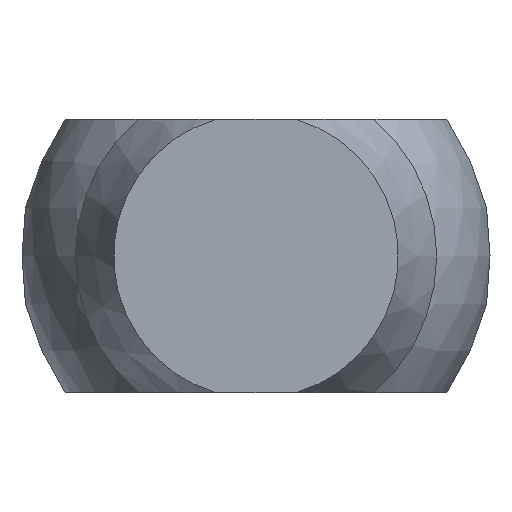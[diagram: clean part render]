
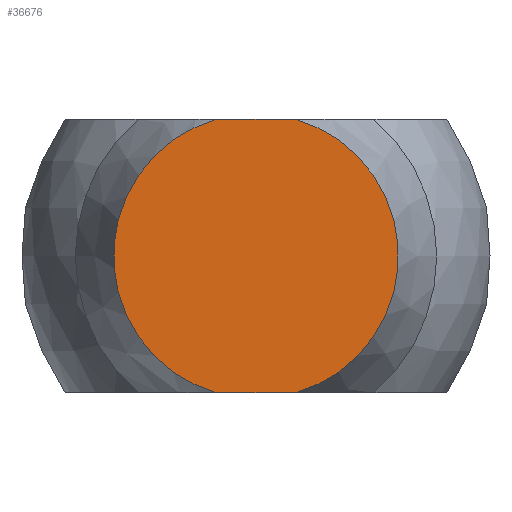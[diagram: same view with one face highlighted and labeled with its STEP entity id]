
A CAD part, left-side view. The second image highlights one B-rep face of the part: STEP entity #36676.
In plain terms, the highlighted planar face has unit normal (-1, 0, 0).
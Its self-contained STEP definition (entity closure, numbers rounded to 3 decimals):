
#722 = PLANE('',#723);
#723 = AXIS2_PLACEMENT_3D('',#724,#725,#726);
#724 = CARTESIAN_POINT('',(0.,6.25,2.5));
#725 = DIRECTION('',(0.,0.,1.));
#726 = DIRECTION('',(0.,-1.,0.));
#34377 = VERTEX_POINT('',#34378);
#34378 = CARTESIAN_POINT('',(-37.5,0.714,2.5));
#34392 = CONICAL_SURFACE('',#34393,2.95,0.391);
#34393 = AXIS2_PLACEMENT_3D('',#34394,#34395,#34396);
#34394 = CARTESIAN_POINT('',(-36.65,0.,0.));
#34395 = DIRECTION('',(1.,0.,0.));
#34396 = DIRECTION('',(-0.,1.,0.));
#34426 = EDGE_CURVE('',#34427,#34377,#34429,.T.);
#34427 = VERTEX_POINT('',#34428);
#34428 = CARTESIAN_POINT('',(-37.5,-0.714,2.5));
#34429 = SURFACE_CURVE('',#34430,(#34434,#34441),.PCURVE_S1.);
#34430 = LINE('',#34431,#34432);
#34431 = CARTESIAN_POINT('',(-37.5,3.125,2.5));
#34432 = VECTOR('',#34433,1.);
#34433 = DIRECTION('',(0.,1.,0.));
#34434 = PCURVE('',#722,#34435);
#34435 = DEFINITIONAL_REPRESENTATION('',(#34436),#34440);
#34436 = LINE('',#34437,#34438);
#34437 = CARTESIAN_POINT('',(3.125,-37.5));
#34438 = VECTOR('',#34439,1.);
#34439 = DIRECTION('',(-1.,0.));
#34440 = ( GEOMETRIC_REPRESENTATION_CONTEXT(2) 
PARAMETRIC_REPRESENTATION_CONTEXT() REPRESENTATION_CONTEXT('2D SPACE',''
  ) );
#34441 = PCURVE('',#34442,#34447);
#34442 = PLANE('',#34443);
#34443 = AXIS2_PLACEMENT_3D('',#34444,#34445,#34446);
#34444 = CARTESIAN_POINT('',(-37.5,0.,0.));
#34445 = DIRECTION('',(1.,0.,0.));
#34446 = DIRECTION('',(0.,0.,-1.));
#34447 = DEFINITIONAL_REPRESENTATION('',(#34448),#34452);
#34448 = LINE('',#34449,#34450);
#34449 = CARTESIAN_POINT('',(-2.5,3.125));
#34450 = VECTOR('',#34451,1.);
#34451 = DIRECTION('',(0.,1.));
#34452 = ( GEOMETRIC_REPRESENTATION_CONTEXT(2) 
PARAMETRIC_REPRESENTATION_CONTEXT() REPRESENTATION_CONTEXT('2D SPACE',''
  ) );
#34470 = CONICAL_SURFACE('',#34471,2.95,0.391);
#34471 = AXIS2_PLACEMENT_3D('',#34472,#34473,#34474);
#34472 = CARTESIAN_POINT('',(-36.65,0.,0.));
#34473 = DIRECTION('',(1.,0.,0.));
#34474 = DIRECTION('',(0.,-1.,0.));
#35907 = PLANE('',#35908);
#35908 = AXIS2_PLACEMENT_3D('',#35909,#35910,#35911);
#35909 = CARTESIAN_POINT('',(0.,-6.25,-2.5));
#35910 = DIRECTION('',(0.,0.,-1.));
#35911 = DIRECTION('',(0.,1.,0.));
#36607 = VERTEX_POINT('',#36608);
#36608 = CARTESIAN_POINT('',(-37.5,0.714,-2.5));
#36651 = EDGE_CURVE('',#34377,#36607,#36652,.T.);
#36652 = SURFACE_CURVE('',#36653,(#36658,#36665),.PCURVE_S1.);
#36653 = CIRCLE('',#36654,2.6);
#36654 = AXIS2_PLACEMENT_3D('',#36655,#36656,#36657);
#36655 = CARTESIAN_POINT('',(-37.5,0.,0.));
#36656 = DIRECTION('',(-1.,0.,0.));
#36657 = DIRECTION('',(0.,1.,0.));
#36658 = PCURVE('',#34392,#36659);
#36659 = DEFINITIONAL_REPRESENTATION('',(#36660),#36664);
#36660 = LINE('',#36661,#36662);
#36661 = CARTESIAN_POINT('',(12.566,-0.85));
#36662 = VECTOR('',#36663,1.);
#36663 = DIRECTION('',(-1.,0.));
#36664 = ( GEOMETRIC_REPRESENTATION_CONTEXT(2) 
PARAMETRIC_REPRESENTATION_CONTEXT() REPRESENTATION_CONTEXT('2D SPACE',''
  ) );
#36665 = PCURVE('',#34442,#36666);
#36666 = DEFINITIONAL_REPRESENTATION('',(#36667),#36675);
#36667 = ( BOUNDED_CURVE() B_SPLINE_CURVE(2,(#36668,#36669,#36670,#36671
    ,#36672,#36673,#36674),.UNSPECIFIED.,.T.,.F.) 
B_SPLINE_CURVE_WITH_KNOTS((1,2,2,2,2,1),(-2.094,0.,
    2.094,4.189,6.283,8.378),
.UNSPECIFIED.) CURVE() GEOMETRIC_REPRESENTATION_ITEM() 
RATIONAL_B_SPLINE_CURVE((1.,0.5,1.,0.5,1.,0.5,1.)) REPRESENTATION_ITEM(
  '') );
#36668 = CARTESIAN_POINT('',(0.,2.6));
#36669 = CARTESIAN_POINT('',(4.503,2.6));
#36670 = CARTESIAN_POINT('',(2.252,-1.3));
#36671 = CARTESIAN_POINT('',(0.,-5.2));
#36672 = CARTESIAN_POINT('',(-2.252,-1.3));
#36673 = CARTESIAN_POINT('',(-4.503,2.6));
#36674 = CARTESIAN_POINT('',(0.,2.6));
#36675 = ( GEOMETRIC_REPRESENTATION_CONTEXT(2) 
PARAMETRIC_REPRESENTATION_CONTEXT() REPRESENTATION_CONTEXT('2D SPACE',''
  ) );
#36676 = ADVANCED_FACE('',(#36677),#34442,.F.);
#36677 = FACE_BOUND('',#36678,.T.);
#36678 = EDGE_LOOP('',(#36679,#36707,#36708,#36709));
#36679 = ORIENTED_EDGE('',*,*,#36680,.T.);
#36680 = EDGE_CURVE('',#36681,#34427,#36683,.T.);
#36681 = VERTEX_POINT('',#36682);
#36682 = CARTESIAN_POINT('',(-37.5,-0.714,-2.5));
#36683 = SURFACE_CURVE('',#36684,(#36689,#36700),.PCURVE_S1.);
#36684 = CIRCLE('',#36685,2.6);
#36685 = AXIS2_PLACEMENT_3D('',#36686,#36687,#36688);
#36686 = CARTESIAN_POINT('',(-37.5,0.,0.));
#36687 = DIRECTION('',(-1.,0.,0.));
#36688 = DIRECTION('',(0.,-1.,0.));
#36689 = PCURVE('',#34442,#36690);
#36690 = DEFINITIONAL_REPRESENTATION('',(#36691),#36699);
#36691 = ( BOUNDED_CURVE() B_SPLINE_CURVE(2,(#36692,#36693,#36694,#36695
    ,#36696,#36697,#36698),.UNSPECIFIED.,.T.,.F.) 
B_SPLINE_CURVE_WITH_KNOTS((1,2,2,2,2,1),(-2.094,0.,
    2.094,4.189,6.283,8.378),
.UNSPECIFIED.) CURVE() GEOMETRIC_REPRESENTATION_ITEM() 
RATIONAL_B_SPLINE_CURVE((1.,0.5,1.,0.5,1.,0.5,1.)) REPRESENTATION_ITEM(
  '') );
#36692 = CARTESIAN_POINT('',(0.,-2.6));
#36693 = CARTESIAN_POINT('',(-4.503,-2.6));
#36694 = CARTESIAN_POINT('',(-2.252,1.3));
#36695 = CARTESIAN_POINT('',(0.,5.2));
#36696 = CARTESIAN_POINT('',(2.252,1.3));
#36697 = CARTESIAN_POINT('',(4.503,-2.6));
#36698 = CARTESIAN_POINT('',(0.,-2.6));
#36699 = ( GEOMETRIC_REPRESENTATION_CONTEXT(2) 
PARAMETRIC_REPRESENTATION_CONTEXT() REPRESENTATION_CONTEXT('2D SPACE',''
  ) );
#36700 = PCURVE('',#34470,#36701);
#36701 = DEFINITIONAL_REPRESENTATION('',(#36702),#36706);
#36702 = LINE('',#36703,#36704);
#36703 = CARTESIAN_POINT('',(12.566,-0.85));
#36704 = VECTOR('',#36705,1.);
#36705 = DIRECTION('',(-1.,0.));
#36706 = ( GEOMETRIC_REPRESENTATION_CONTEXT(2) 
PARAMETRIC_REPRESENTATION_CONTEXT() REPRESENTATION_CONTEXT('2D SPACE',''
  ) );
#36707 = ORIENTED_EDGE('',*,*,#34426,.T.);
#36708 = ORIENTED_EDGE('',*,*,#36651,.T.);
#36709 = ORIENTED_EDGE('',*,*,#36710,.T.);
#36710 = EDGE_CURVE('',#36607,#36681,#36711,.T.);
#36711 = SURFACE_CURVE('',#36712,(#36716,#36723),.PCURVE_S1.);
#36712 = LINE('',#36713,#36714);
#36713 = CARTESIAN_POINT('',(-37.5,-3.125,-2.5));
#36714 = VECTOR('',#36715,1.);
#36715 = DIRECTION('',(0.,-1.,0.));
#36716 = PCURVE('',#34442,#36717);
#36717 = DEFINITIONAL_REPRESENTATION('',(#36718),#36722);
#36718 = LINE('',#36719,#36720);
#36719 = CARTESIAN_POINT('',(2.5,-3.125));
#36720 = VECTOR('',#36721,1.);
#36721 = DIRECTION('',(0.,-1.));
#36722 = ( GEOMETRIC_REPRESENTATION_CONTEXT(2) 
PARAMETRIC_REPRESENTATION_CONTEXT() REPRESENTATION_CONTEXT('2D SPACE',''
  ) );
#36723 = PCURVE('',#35907,#36724);
#36724 = DEFINITIONAL_REPRESENTATION('',(#36725),#36729);
#36725 = LINE('',#36726,#36727);
#36726 = CARTESIAN_POINT('',(3.125,-37.5));
#36727 = VECTOR('',#36728,1.);
#36728 = DIRECTION('',(-1.,0.));
#36729 = ( GEOMETRIC_REPRESENTATION_CONTEXT(2) 
PARAMETRIC_REPRESENTATION_CONTEXT() REPRESENTATION_CONTEXT('2D SPACE',''
  ) );
